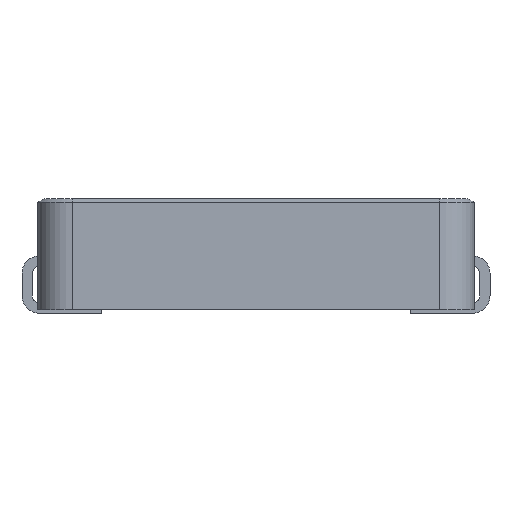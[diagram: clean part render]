
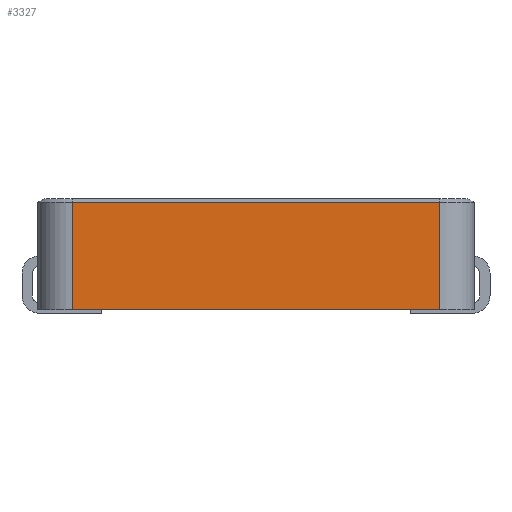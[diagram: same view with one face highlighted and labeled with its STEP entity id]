
A CAD part, front view. The second image highlights one B-rep face of the part: STEP entity #3327.
In plain terms, the highlighted planar face has unit normal (0, -1, 0).
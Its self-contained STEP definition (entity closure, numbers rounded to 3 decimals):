
#230=ORIENTED_EDGE('',*,*,#911,.F.);
#231=ORIENTED_EDGE('',*,*,#913,.T.);
#232=ORIENTED_EDGE('',*,*,#888,.T.);
#233=ORIENTED_EDGE('',*,*,#914,.T.);
#888=EDGE_CURVE('',#1219,#1231,#1455,.T.);
#911=EDGE_CURVE('',#1216,#1246,#1475,.T.);
#913=EDGE_CURVE('',#1216,#1219,#1476,.T.);
#914=EDGE_CURVE('',#1231,#1246,#1477,.T.);
#1216=VERTEX_POINT('',#4519);
#1219=VERTEX_POINT('',#4527);
#1231=VERTEX_POINT('',#4560);
#1246=VERTEX_POINT('',#4603);
#1455=LINE('',#4559,#1749);
#1475=LINE('',#4602,#1769);
#1476=LINE('',#4606,#1770);
#1477=LINE('',#4607,#1771);
#1749=VECTOR('',#3691,1000.);
#1769=VECTOR('',#3727,1000.);
#1770=VECTOR('',#3732,1000.);
#1771=VECTOR('',#3733,1000.);
#2021=EDGE_LOOP('',(#230,#231,#232,#233));
#2165=FACE_BOUND('',#2021,.T.);
#2295=PLANE('',#3472);
#3327=ADVANCED_FACE('',(#2165),#2295,.F.);
#3472=AXIS2_PLACEMENT_3D('',#4605,#3730,#3731);
#3691=DIRECTION('',(0.,0.,-1.));
#3727=DIRECTION('',(0.,0.,-1.));
#3730=DIRECTION('',(0.,1.,0.));
#3731=DIRECTION('',(-1.,0.,0.));
#3732=DIRECTION('',(-1.,0.,0.));
#3733=DIRECTION('',(1.,0.,0.));
#4519=CARTESIAN_POINT('',(5.3,-6.3,3.1));
#4527=CARTESIAN_POINT('',(-5.3,-6.3,3.1));
#4559=CARTESIAN_POINT('',(-5.3,-6.3,3.2));
#4560=CARTESIAN_POINT('',(-5.3,-6.3,0.));
#4602=CARTESIAN_POINT('',(5.3,-6.3,3.2));
#4603=CARTESIAN_POINT('',(5.3,-6.3,0.));
#4605=CARTESIAN_POINT('',(-6.3,-6.3,3.2));
#4606=CARTESIAN_POINT('',(-5.3,-6.3,3.1));
#4607=CARTESIAN_POINT('',(-6.3,-6.3,0.));
